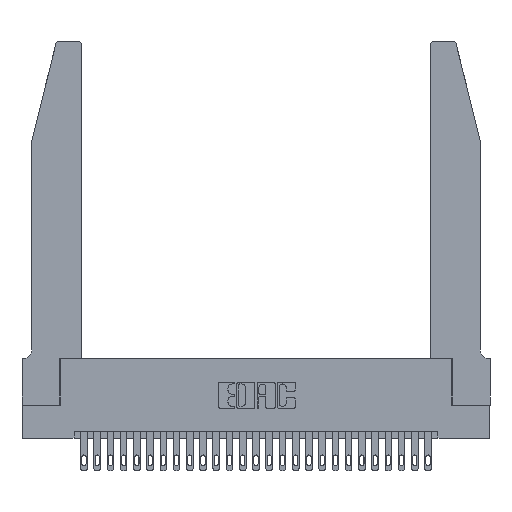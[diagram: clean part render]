
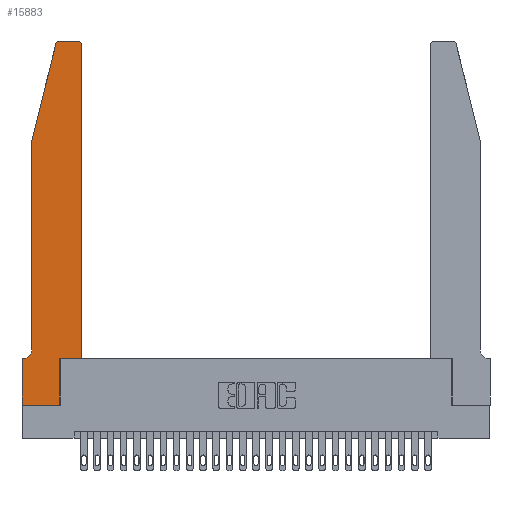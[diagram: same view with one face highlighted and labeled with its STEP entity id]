
A CAD part, top view. The second image highlights one B-rep face of the part: STEP entity #15883.
In plain terms, the highlighted planar face has unit normal (0, 0, 1).
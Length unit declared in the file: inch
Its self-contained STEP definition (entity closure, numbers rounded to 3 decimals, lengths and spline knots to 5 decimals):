
#671 = DIRECTION ( 'NONE',  ( 1., 0., 0. ) ) ;
#1256 = LINE ( 'NONE', #16485, #9364 ) ;
#1362 = FACE_OUTER_BOUND ( 'NONE', #23119, .T. ) ;
#1526 = VECTOR ( 'NONE', #10256, 39.37008 ) ;
#2024 = DIRECTION ( 'NONE',  ( 1., 0., 0. ) ) ;
#2160 = CARTESIAN_POINT ( 'NONE',  ( 0., 0., 0.37 ) ) ;
#2398 = CARTESIAN_POINT ( 'NONE',  ( 0.0755, 2., 0.37 ) ) ;
#2599 = VECTOR ( 'NONE', #21398, 39.37008 ) ;
#2688 = VERTEX_POINT ( 'NONE', #9165 ) ;
#3058 = CARTESIAN_POINT ( 'NONE',  ( 0.284, 2.72, 0.37 ) ) ;
#3174 = ORIENTED_EDGE ( 'NONE', *, *, #15386, .T. ) ;
#3374 = DIRECTION ( 'NONE',  ( -1., 0., 0. ) ) ;
#3993 = ORIENTED_EDGE ( 'NONE', *, *, #15738, .T. ) ;
#4191 = CARTESIAN_POINT ( 'NONE',  ( 0.0055, 0.35, 0.37 ) ) ;
#4388 = ORIENTED_EDGE ( 'NONE', *, *, #16566, .T. ) ;
#5511 = CARTESIAN_POINT ( 'NONE',  ( 0.4505, 0.35, 0.37 ) ) ;
#6050 = DIRECTION ( 'NONE',  ( -1., 0., 0. ) ) ;
#6098 = LINE ( 'NONE', #8604, #21944 ) ;
#6125 = VERTEX_POINT ( 'NONE', #16941 ) ;
#6261 = LINE ( 'NONE', #5511, #1526 ) ;
#6516 = DIRECTION ( 'NONE',  ( 1., 0., 0. ) ) ;
#6926 = VECTOR ( 'NONE', #6050, 39.37008 ) ;
#7250 = EDGE_CURVE ( 'NONE', #10830, #12177, #6098, .T. ) ;
#7505 = DIRECTION ( 'NONE',  ( -1., 0., 0. ) ) ;
#7557 = DIRECTION ( 'NONE',  ( 0., 1., 0. ) ) ;
#7569 = VERTEX_POINT ( 'NONE', #4191 ) ;
#7722 = DIRECTION ( 'NONE',  ( 0., 0., 1. ) ) ;
#7821 = CIRCLE ( 'NONE', #15798, 0.07 ) ;
#7893 = CARTESIAN_POINT ( 'NONE',  ( 0.0055, 0.42, 0.37 ) ) ;
#8233 = VERTEX_POINT ( 'NONE', #9051 ) ;
#8604 = CARTESIAN_POINT ( 'NONE',  ( 0., 0., 0.37 ) ) ;
#8614 = DIRECTION ( 'NONE',  ( 0., -1., 0. ) ) ;
#9051 = CARTESIAN_POINT ( 'NONE',  ( 0.284, 2.75, 0.37 ) ) ;
#9165 = CARTESIAN_POINT ( 'NONE',  ( 0.4505, 2.72, 0.37 ) ) ;
#9364 = VECTOR ( 'NONE', #3374, 39.37008 ) ;
#9428 = ORIENTED_EDGE ( 'NONE', *, *, #19452, .T. ) ;
#9575 = VECTOR ( 'NONE', #8614, 39.37008 ) ;
#9753 = VERTEX_POINT ( 'NONE', #27488 ) ;
#9969 = CARTESIAN_POINT ( 'NONE',  ( 0.0755, 0.42, 0.37 ) ) ;
#10256 = DIRECTION ( 'NONE',  ( 1., 0., 0. ) ) ;
#10549 = EDGE_CURVE ( 'NONE', #9753, #13688, #22503, .T. ) ;
#10615 = CARTESIAN_POINT ( 'NONE',  ( 0., 0., 0.37 ) ) ;
#10711 = CARTESIAN_POINT ( 'NONE',  ( 0.4205, 2.72, 0.37 ) ) ;
#10746 = DIRECTION ( 'NONE',  ( 0., 1., 0. ) ) ;
#10830 = VERTEX_POINT ( 'NONE', #10615 ) ;
#10937 = CARTESIAN_POINT ( 'NONE',  ( 0.2865, 0., 0.37 ) ) ;
#11205 = ORIENTED_EDGE ( 'NONE', *, *, #18235, .T. ) ;
#11890 = VERTEX_POINT ( 'NONE', #24479 ) ;
#12177 = VERTEX_POINT ( 'NONE', #10937 ) ;
#12216 = DIRECTION ( 'NONE',  ( 0., 0., -1. ) ) ;
#12239 = CARTESIAN_POINT ( 'NONE',  ( 0., 0.35, 0.37 ) ) ;
#12613 = LINE ( 'NONE', #19374, #9575 ) ;
#12676 = LINE ( 'NONE', #18789, #6926 ) ;
#13108 = EDGE_CURVE ( 'NONE', #26092, #27213, #6261, .T. ) ;
#13226 = ORIENTED_EDGE ( 'NONE', *, *, #25163, .T. ) ;
#13510 = VECTOR ( 'NONE', #7557, 39.37008 ) ;
#13688 = VERTEX_POINT ( 'NONE', #2398 ) ;
#13876 = DIRECTION ( 'NONE',  ( 0., 0., 1. ) ) ;
#14018 = DIRECTION ( 'NONE',  ( 1., 0., 0. ) ) ;
#14177 = LINE ( 'NONE', #20064, #13510 ) ;
#15360 = CARTESIAN_POINT ( 'NONE',  ( 0.4505, 0.35, 0.37 ) ) ;
#15386 = EDGE_CURVE ( 'NONE', #21033, #7569, #7821, .T. ) ;
#15738 = EDGE_CURVE ( 'NONE', #12177, #26092, #14177, .T. ) ;
#15798 = AXIS2_PLACEMENT_3D ( 'NONE', #7893, #12216, #7505 ) ;
#15883 = ADVANCED_FACE ( 'NONE', ( #1362 ), #22723, .T. ) ;
#16132 = ORIENTED_EDGE ( 'NONE', *, *, #10549, .T. ) ;
#16196 = LINE ( 'NONE', #15360, #17522 ) ;
#16238 = EDGE_CURVE ( 'NONE', #6125, #10830, #23317, .T. ) ;
#16485 = CARTESIAN_POINT ( 'NONE',  ( 0.0755, 0.35, 0.37 ) ) ;
#16547 = CIRCLE ( 'NONE', #20703, 0.03 ) ;
#16566 = EDGE_CURVE ( 'NONE', #27213, #2688, #16196, .T. ) ;
#16941 = CARTESIAN_POINT ( 'NONE',  ( 0., 0.35, 0.37 ) ) ;
#17193 = ORIENTED_EDGE ( 'NONE', *, *, #27071, .T. ) ;
#17209 = VECTOR ( 'NONE', #24366, 39.37008 ) ;
#17522 = VECTOR ( 'NONE', #10746, 39.37008 ) ;
#18235 = EDGE_CURVE ( 'NONE', #7569, #6125, #1256, .T. ) ;
#18789 = CARTESIAN_POINT ( 'NONE',  ( 0.2605, 2.75, 0.37 ) ) ;
#19374 = CARTESIAN_POINT ( 'NONE',  ( 0.0755, 2., 0.37 ) ) ;
#19452 = EDGE_CURVE ( 'NONE', #13688, #21033, #12613, .T. ) ;
#19922 = CARTESIAN_POINT ( 'NONE',  ( 0.4505, 0.35, 0.37 ) ) ;
#20064 = CARTESIAN_POINT ( 'NONE',  ( 0.2865, 0.35, 0.37 ) ) ;
#20139 = AXIS2_PLACEMENT_3D ( 'NONE', #12239, #7722, #14018 ) ;
#20703 = AXIS2_PLACEMENT_3D ( 'NONE', #10711, #21345, #2024 ) ;
#21033 = VERTEX_POINT ( 'NONE', #9969 ) ;
#21169 = ORIENTED_EDGE ( 'NONE', *, *, #16238, .T. ) ;
#21345 = DIRECTION ( 'NONE',  ( 0., 0., 1. ) ) ;
#21398 = DIRECTION ( 'NONE',  ( -0.239, -0.971, 0. ) ) ;
#21944 = VECTOR ( 'NONE', #6516, 39.37008 ) ;
#22090 = ORIENTED_EDGE ( 'NONE', *, *, #7250, .T. ) ;
#22503 = LINE ( 'NONE', #27463, #2599 ) ;
#22723 = PLANE ( 'NONE',  #20139 ) ;
#23119 = EDGE_LOOP ( 'NONE', ( #13226, #23706, #16132, #9428, #3174, #11205, #21169, #22090, #3993, #27024, #4388, #17193 ) ) ;
#23167 = CIRCLE ( 'NONE', #24779, 0.03 ) ;
#23317 = LINE ( 'NONE', #2160, #17209 ) ;
#23706 = ORIENTED_EDGE ( 'NONE', *, *, #24860, .T. ) ;
#24366 = DIRECTION ( 'NONE',  ( 0., -1., 0. ) ) ;
#24479 = CARTESIAN_POINT ( 'NONE',  ( 0.4205, 2.75, 0.37 ) ) ;
#24779 = AXIS2_PLACEMENT_3D ( 'NONE', #3058, #13876, #671 ) ;
#24860 = EDGE_CURVE ( 'NONE', #8233, #9753, #23167, .T. ) ;
#25163 = EDGE_CURVE ( 'NONE', #11890, #8233, #12676, .T. ) ;
#26092 = VERTEX_POINT ( 'NONE', #26991 ) ;
#26991 = CARTESIAN_POINT ( 'NONE',  ( 0.2865, 0.35, 0.37 ) ) ;
#27024 = ORIENTED_EDGE ( 'NONE', *, *, #13108, .T. ) ;
#27071 = EDGE_CURVE ( 'NONE', #2688, #11890, #16547, .T. ) ;
#27213 = VERTEX_POINT ( 'NONE', #19922 ) ;
#27463 = CARTESIAN_POINT ( 'NONE',  ( 0.0755, 2., 0.37 ) ) ;
#27488 = CARTESIAN_POINT ( 'NONE',  ( 0.25487, 2.72718, 0.37 ) ) ;
